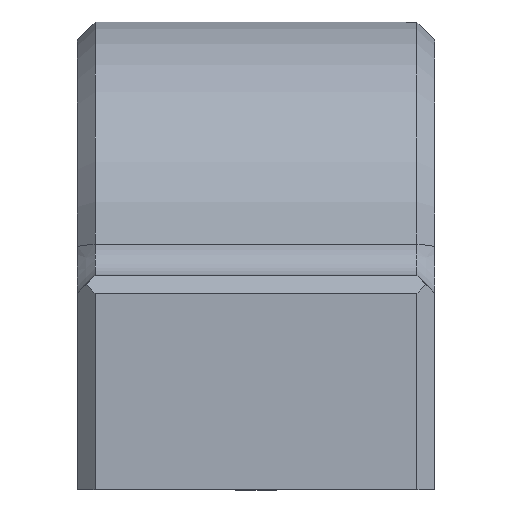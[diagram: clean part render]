
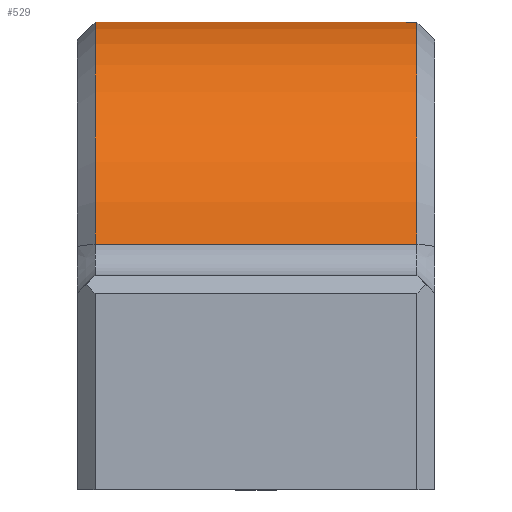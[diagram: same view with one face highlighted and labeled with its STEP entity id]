
A CAD part, left-side view. The second image highlights one B-rep face of the part: STEP entity #529.
In plain terms, the highlighted cylindrical face has radius 14.225 mm (diameter 28.45 mm), a partial arc.
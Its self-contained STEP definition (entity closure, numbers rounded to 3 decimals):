
#16=CYLINDRICAL_SURFACE('',#588,14.225);
#41=CIRCLE('',#572,14.225);
#46=CIRCLE('',#581,14.225);
#73=FACE_OUTER_BOUND('',#106,.T.);
#106=EDGE_LOOP('',(#456,#457,#458,#459));
#163=LINE('',#876,#218);
#166=LINE('',#883,#221);
#218=VECTOR('',#719,10.);
#221=VECTOR('',#728,10.);
#260=VERTEX_POINT('',#842);
#262=VERTEX_POINT('',#848);
#265=VERTEX_POINT('',#862);
#266=VERTEX_POINT('',#866);
#320=EDGE_CURVE('',#262,#260,#41,.T.);
#330=EDGE_CURVE('',#265,#266,#46,.T.);
#334=EDGE_CURVE('',#266,#262,#163,.T.);
#338=EDGE_CURVE('',#260,#265,#166,.T.);
#456=ORIENTED_EDGE('',*,*,#330,.F.);
#457=ORIENTED_EDGE('',*,*,#338,.F.);
#458=ORIENTED_EDGE('',*,*,#320,.F.);
#459=ORIENTED_EDGE('',*,*,#334,.F.);
#529=ADVANCED_FACE('',(#73),#16,.T.);
#572=AXIS2_PLACEMENT_3D('',#850,#684,#685);
#581=AXIS2_PLACEMENT_3D('',#868,#707,#708);
#588=AXIS2_PLACEMENT_3D('',#882,#726,#727);
#684=DIRECTION('center_axis',(0.,-1.,0.));
#685=DIRECTION('ref_axis',(-1.,0.,0.));
#707=DIRECTION('center_axis',(0.,1.,0.));
#708=DIRECTION('ref_axis',(-1.,0.,0.));
#719=DIRECTION('',(0.,-1.,0.));
#726=DIRECTION('center_axis',(0.,1.,0.));
#727=DIRECTION('ref_axis',(-1.,0.,0.));
#728=DIRECTION('',(0.,1.,0.));
#842=CARTESIAN_POINT('',(15.883,1.,13.753));
#848=CARTESIAN_POINT('',(44.117,1.,13.753));
#850=CARTESIAN_POINT('Origin',(30.,1.,12.));
#862=CARTESIAN_POINT('',(15.883,19.,13.753));
#866=CARTESIAN_POINT('',(44.117,19.,13.753));
#868=CARTESIAN_POINT('Origin',(30.,19.,12.));
#876=CARTESIAN_POINT('',(44.117,0.,13.753));
#882=CARTESIAN_POINT('Origin',(30.,0.,12.));
#883=CARTESIAN_POINT('',(15.883,0.,13.753));
